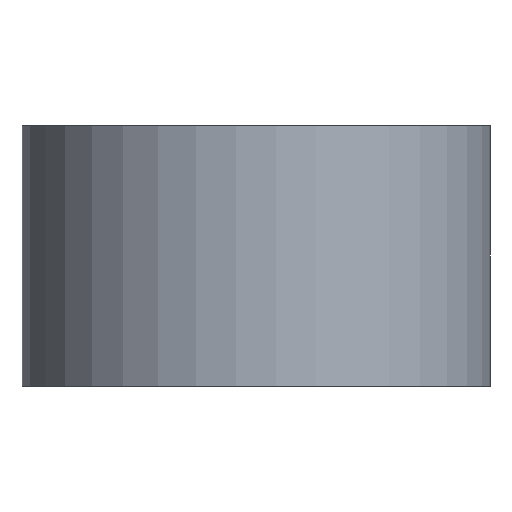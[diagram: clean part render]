
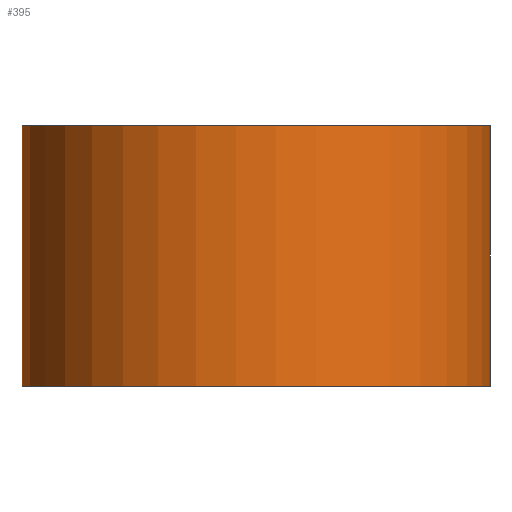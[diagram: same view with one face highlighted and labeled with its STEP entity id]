
A CAD part, left-side view. The second image highlights one B-rep face of the part: STEP entity #395.
In plain terms, the highlighted cylindrical face has radius 9 mm (diameter 18 mm), a partial arc.
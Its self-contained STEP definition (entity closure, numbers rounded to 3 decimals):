
#44 = PLANE('',#45);
#45 = AXIS2_PLACEMENT_3D('',#46,#47,#48);
#46 = CARTESIAN_POINT('',(0.,-7.5,-5.));
#47 = DIRECTION('',(0.,1.,0.));
#48 = DIRECTION('',(0.,0.,1.));
#72 = PLANE('',#73);
#73 = AXIS2_PLACEMENT_3D('',#74,#75,#76);
#74 = CARTESIAN_POINT('',(0.,0.,-5.));
#75 = DIRECTION('',(0.,0.,1.));
#76 = DIRECTION('',(1.,0.,0.));
#100 = PLANE('',#101);
#101 = AXIS2_PLACEMENT_3D('',#102,#103,#104);
#102 = CARTESIAN_POINT('',(0.,7.5,-5.));
#103 = DIRECTION('',(0.,1.,0.));
#104 = DIRECTION('',(0.,0.,1.));
#126 = PLANE('',#127);
#127 = AXIS2_PLACEMENT_3D('',#128,#129,#130);
#128 = CARTESIAN_POINT('',(0.,-7.5,5.));
#129 = DIRECTION('',(0.,0.,1.));
#130 = DIRECTION('',(1.,0.,0.));
#142 = VERTEX_POINT('',#143);
#143 = CARTESIAN_POINT('',(4.975,-7.5,-5.));
#164 = EDGE_CURVE('',#142,#165,#167,.T.);
#165 = VERTEX_POINT('',#166);
#166 = CARTESIAN_POINT('',(4.975,-7.5,5.));
#167 = SURFACE_CURVE('',#168,(#172,#179),.PCURVE_S1.);
#168 = LINE('',#169,#170);
#169 = CARTESIAN_POINT('',(4.975,-7.5,-5.));
#170 = VECTOR('',#171,1.);
#171 = DIRECTION('',(0.,0.,1.));
#172 = PCURVE('',#44,#173);
#173 = DEFINITIONAL_REPRESENTATION('',(#174),#178);
#174 = LINE('',#175,#176);
#175 = CARTESIAN_POINT('',(0.,4.975));
#176 = VECTOR('',#177,1.);
#177 = DIRECTION('',(1.,0.));
#178 = ( GEOMETRIC_REPRESENTATION_CONTEXT(2)
PARAMETRIC_REPRESENTATION_CONTEXT() REPRESENTATION_CONTEXT('2D SPACE',''
  ) );
#179 = PCURVE('',#180,#185);
#180 = CYLINDRICAL_SURFACE('',#181,9.);
#181 = AXIS2_PLACEMENT_3D('',#182,#183,#184);
#182 = CARTESIAN_POINT('',(0.,0.,-5.));
#183 = DIRECTION('',(0.,0.,1.));
#184 = DIRECTION('',(1.,0.,0.));
#185 = DEFINITIONAL_REPRESENTATION('',(#186),#189);
#186 = B_SPLINE_CURVE_WITH_KNOTS('',1,(#187,#188),.UNSPECIFIED.,.F.,.F.,
  (2,2),(0.,10.),.PIECEWISE_BEZIER_KNOTS.);
#187 = CARTESIAN_POINT('',(5.298,0.));
#188 = CARTESIAN_POINT('',(5.298,10.));
#189 = ( GEOMETRIC_REPRESENTATION_CONTEXT(2)
PARAMETRIC_REPRESENTATION_CONTEXT() REPRESENTATION_CONTEXT('2D SPACE',''
  ) );
#217 = VERTEX_POINT('',#218);
#218 = CARTESIAN_POINT('',(4.975,7.5,5.));
#239 = EDGE_CURVE('',#217,#165,#240,.T.);
#240 = SURFACE_CURVE('',#241,(#246,#253),.PCURVE_S1.);
#241 = CIRCLE('',#242,9.);
#242 = AXIS2_PLACEMENT_3D('',#243,#244,#245);
#243 = CARTESIAN_POINT('',(0.,0.,5.));
#244 = DIRECTION('',(0.,0.,1.));
#245 = DIRECTION('',(1.,0.,0.));
#246 = PCURVE('',#126,#247);
#247 = DEFINITIONAL_REPRESENTATION('',(#248),#252);
#248 = CIRCLE('',#249,9.);
#249 = AXIS2_PLACEMENT_2D('',#250,#251);
#250 = CARTESIAN_POINT('',(0.,7.5));
#251 = DIRECTION('',(1.,0.));
#252 = ( GEOMETRIC_REPRESENTATION_CONTEXT(2)
PARAMETRIC_REPRESENTATION_CONTEXT() REPRESENTATION_CONTEXT('2D SPACE',''
  ) );
#253 = PCURVE('',#180,#254);
#254 = DEFINITIONAL_REPRESENTATION('',(#255),#259);
#255 = LINE('',#256,#257);
#256 = CARTESIAN_POINT('',(0.,10.));
#257 = VECTOR('',#258,1.);
#258 = DIRECTION('',(1.,0.));
#259 = ( GEOMETRIC_REPRESENTATION_CONTEXT(2)
PARAMETRIC_REPRESENTATION_CONTEXT() REPRESENTATION_CONTEXT('2D SPACE',''
  ) );
#298 = VERTEX_POINT('',#299);
#299 = CARTESIAN_POINT('',(4.975,7.5,-5.));
#320 = EDGE_CURVE('',#298,#217,#321,.T.);
#321 = SURFACE_CURVE('',#322,(#326,#333),.PCURVE_S1.);
#322 = LINE('',#323,#324);
#323 = CARTESIAN_POINT('',(4.975,7.5,-5.));
#324 = VECTOR('',#325,1.);
#325 = DIRECTION('',(0.,0.,1.));
#326 = PCURVE('',#100,#327);
#327 = DEFINITIONAL_REPRESENTATION('',(#328),#332);
#328 = LINE('',#329,#330);
#329 = CARTESIAN_POINT('',(0.,4.975));
#330 = VECTOR('',#331,1.);
#331 = DIRECTION('',(1.,0.));
#332 = ( GEOMETRIC_REPRESENTATION_CONTEXT(2)
PARAMETRIC_REPRESENTATION_CONTEXT() REPRESENTATION_CONTEXT('2D SPACE',''
  ) );
#333 = PCURVE('',#180,#334);
#334 = DEFINITIONAL_REPRESENTATION('',(#335),#338);
#335 = B_SPLINE_CURVE_WITH_KNOTS('',1,(#336,#337),.UNSPECIFIED.,.F.,.F.,
  (2,2),(0.,10.),.PIECEWISE_BEZIER_KNOTS.);
#336 = CARTESIAN_POINT('',(0.985,0.));
#337 = CARTESIAN_POINT('',(0.985,10.));
#338 = ( GEOMETRIC_REPRESENTATION_CONTEXT(2)
PARAMETRIC_REPRESENTATION_CONTEXT() REPRESENTATION_CONTEXT('2D SPACE',''
  ) );
#346 = EDGE_CURVE('',#298,#142,#347,.T.);
#347 = SURFACE_CURVE('',#348,(#353,#360),.PCURVE_S1.);
#348 = CIRCLE('',#349,9.);
#349 = AXIS2_PLACEMENT_3D('',#350,#351,#352);
#350 = CARTESIAN_POINT('',(0.,0.,-5.));
#351 = DIRECTION('',(0.,0.,1.));
#352 = DIRECTION('',(1.,0.,0.));
#353 = PCURVE('',#72,#354);
#354 = DEFINITIONAL_REPRESENTATION('',(#355),#359);
#355 = CIRCLE('',#356,9.);
#356 = AXIS2_PLACEMENT_2D('',#357,#358);
#357 = CARTESIAN_POINT('',(0.,0.));
#358 = DIRECTION('',(1.,0.));
#359 = ( GEOMETRIC_REPRESENTATION_CONTEXT(2)
PARAMETRIC_REPRESENTATION_CONTEXT() REPRESENTATION_CONTEXT('2D SPACE',''
  ) );
#360 = PCURVE('',#180,#361);
#361 = DEFINITIONAL_REPRESENTATION('',(#362),#366);
#362 = LINE('',#363,#364);
#363 = CARTESIAN_POINT('',(0.,0.));
#364 = VECTOR('',#365,1.);
#365 = DIRECTION('',(1.,0.));
#366 = ( GEOMETRIC_REPRESENTATION_CONTEXT(2)
PARAMETRIC_REPRESENTATION_CONTEXT() REPRESENTATION_CONTEXT('2D SPACE',''
  ) );
#395 = ADVANCED_FACE('',(#396),#180,.T.);
#396 = FACE_BOUND('',#397,.T.);
#397 = EDGE_LOOP('',(#398,#399,#400,#401));
#398 = ORIENTED_EDGE('',*,*,#239,.F.);
#399 = ORIENTED_EDGE('',*,*,#320,.F.);
#400 = ORIENTED_EDGE('',*,*,#346,.T.);
#401 = ORIENTED_EDGE('',*,*,#164,.T.);
